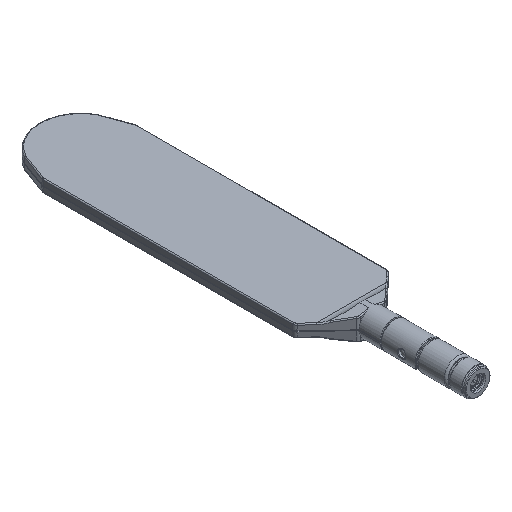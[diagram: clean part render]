
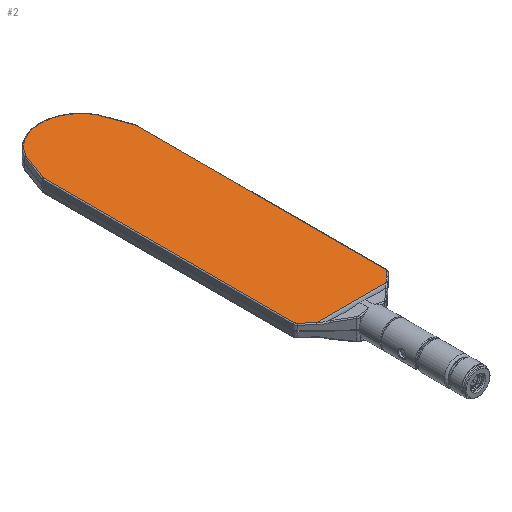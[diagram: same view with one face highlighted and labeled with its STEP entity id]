
A CAD part, isometric view. The second image highlights one B-rep face of the part: STEP entity #2.
In plain terms, the highlighted planar face has unit normal (0, 0, 1).
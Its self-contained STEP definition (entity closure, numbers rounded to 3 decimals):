
#2 = ADVANCED_FACE ( 'NONE', ( #11520 ), #7546, .F. ) ;
#371 = CARTESIAN_POINT ( 'NONE',  ( -17.098, 73.912, 3. ) ) ;
#430 = DIRECTION ( 'NONE',  ( -0.342, 0.94, 0. ) ) ;
#506 = VERTEX_POINT ( 'NONE', #7380 ) ;
#583 = ORIENTED_EDGE ( 'NONE', *, *, #9295, .T. ) ;
#624 = CARTESIAN_POINT ( 'NONE',  ( -21.543, -60.735, 3. ) ) ;
#656 = CARTESIAN_POINT ( 'NONE',  ( 17.131, 73.84, 3. ) ) ;
#674 = CARTESIAN_POINT ( 'NONE',  ( -22.017, -60.062, 3. ) ) ;
#835 = AXIS2_PLACEMENT_3D ( 'NONE', #3775, #5860, #2970 ) ;
#917 = DIRECTION ( 'NONE',  ( 1., 0., 0. ) ) ;
#1238 = CIRCLE ( 'NONE', #835, 19.517 ) ;
#1305 = CARTESIAN_POINT ( 'NONE',  ( -22.017, 60.151, 3. ) ) ;
#1375 = DIRECTION ( 'NONE',  ( 0.73, -0.684, 0. ) ) ;
#1380 = CARTESIAN_POINT ( 'NONE',  ( -16.831, -65.155, 3. ) ) ;
#1477 = ORIENTED_EDGE ( 'NONE', *, *, #7439, .T. ) ;
#1740 =( BOUNDED_CURVE ( )  B_SPLINE_CURVE ( 3, ( #3631, #674, #7561, #624 ),
 .UNSPECIFIED., .F., .T. ) 
 B_SPLINE_CURVE_WITH_KNOTS ( ( 4, 4 ),
 ( 5.875, 6.692 ),
 .UNSPECIFIED. ) 
 CURVE ( )  GEOMETRIC_REPRESENTATION_ITEM ( )  RATIONAL_B_SPLINE_CURVE ( ( 1., 0.945, 0.945, 1. ) ) 
 REPRESENTATION_ITEM ( '' )  );
#1748 = VECTOR ( 'NONE', #917, 1000. ) ;
#1787 = DIRECTION ( 'NONE',  ( 0., -1., 0. ) ) ;
#1854 = EDGE_CURVE ( 'NONE', #6566, #3807, #4851, .T. ) ;
#2075 = VERTEX_POINT ( 'NONE', #8117 ) ;
#2543 = ORIENTED_EDGE ( 'NONE', *, *, #8682, .T. ) ;
#2579 = CARTESIAN_POINT ( 'NONE',  ( 21.927, 60.663, 3. ) ) ;
#2626 = CARTESIAN_POINT ( 'NONE',  ( -22.5, -65.155, 3. ) ) ;
#2777 = VERTEX_POINT ( 'NONE', #9339 ) ;
#2804 = VECTOR ( 'NONE', #4633, 1000. ) ;
#2807 = EDGE_CURVE ( 'NONE', #4551, #9993, #9504, .T. ) ;
#2809 = ORIENTED_EDGE ( 'NONE', *, *, #7460, .T. ) ;
#2953 = LINE ( 'NONE', #11389, #3247 ) ;
#2970 = DIRECTION ( 'NONE',  ( -1., 0., 0. ) ) ;
#3214 = CARTESIAN_POINT ( 'NONE',  ( -17.059, 73.981, 3. ) ) ;
#3232 = EDGE_CURVE ( 'NONE', #11673, #506, #2953, .T. ) ;
#3247 = VECTOR ( 'NONE', #430, 1000. ) ;
#3375 = DIRECTION ( 'NONE',  ( -0.342, -0.94, 0. ) ) ;
#3631 = CARTESIAN_POINT ( 'NONE',  ( -22.017, -59.641, 3. ) ) ;
#3775 = CARTESIAN_POINT ( 'NONE',  ( 0., 64.5, 3. ) ) ;
#3781 = CARTESIAN_POINT ( 'NONE',  ( -22.017, 64.5, 3. ) ) ;
#3807 = VERTEX_POINT ( 'NONE', #12472 ) ;
#3920 = ORIENTED_EDGE ( 'NONE', *, *, #12778, .T. ) ;
#3926 = LINE ( 'NONE', #2626, #1748 ) ;
#4111 = DIRECTION ( 'NONE',  ( 0., 1., 0. ) ) ;
#4259 = CARTESIAN_POINT ( 'NONE',  ( 22.017, -60.062, 3. ) ) ;
#4463 = CARTESIAN_POINT ( 'NONE',  ( 21.927, 60.663, 3. ) ) ;
#4551 = VERTEX_POINT ( 'NONE', #4595 ) ;
#4595 = CARTESIAN_POINT ( 'NONE',  ( -17.158, 73.766, 3. ) ) ;
#4633 = DIRECTION ( 'NONE',  ( 0.73, 0.684, 0. ) ) ;
#4720 = CARTESIAN_POINT ( 'NONE',  ( 22.017, -59.641, 3. ) ) ;
#4846 = VERTEX_POINT ( 'NONE', #8077 ) ;
#4851 = LINE ( 'NONE', #3781, #9831 ) ;
#4870 = ORIENTED_EDGE ( 'NONE', *, *, #12289, .T. ) ;
#4938 = CARTESIAN_POINT ( 'NONE',  ( -21.543, -60.735, 3. ) ) ;
#4992 = EDGE_CURVE ( 'NONE', #9993, #6566, #6500, .T. ) ;
#5070 = VERTEX_POINT ( 'NONE', #1380 ) ;
#5174 = CARTESIAN_POINT ( 'NONE',  ( -21.987, 60.499, 3. ) ) ;
#5248 = CARTESIAN_POINT ( 'NONE',  ( 21.543, -60.735, 3. ) ) ;
#5330 = CARTESIAN_POINT ( 'NONE',  ( -18.129, 71.098, 3. ) ) ;
#5437 = LINE ( 'NONE', #12402, #2804 ) ;
#5612 = DIRECTION ( 'NONE',  ( -1., 0., 0. ) ) ;
#5659 = EDGE_CURVE ( 'NONE', #4846, #9235, #11530, .T. ) ;
#5860 = DIRECTION ( 'NONE',  ( 0., 0., 1. ) ) ;
#6500 =( BOUNDED_CURVE ( )  B_SPLINE_CURVE ( 3, ( #8287, #5174, #12225, #1305 ),
 .UNSPECIFIED., .F., .T. ) 
 B_SPLINE_CURVE_WITH_KNOTS ( ( 4, 4 ),
 ( 6.109, 6.458 ),
 .UNSPECIFIED. ) 
 CURVE ( )  GEOMETRIC_REPRESENTATION_ITEM ( )  RATIONAL_B_SPLINE_CURVE ( ( 1., 0.99, 0.99, 1. ) ) 
 REPRESENTATION_ITEM ( '' )  );
#6526 = ORIENTED_EDGE ( 'NONE', *, *, #2807, .T. ) ;
#6566 = VERTEX_POINT ( 'NONE', #7909 ) ;
#6889 = CARTESIAN_POINT ( 'NONE',  ( -17.059, 73.981, 3. ) ) ;
#7102 = CARTESIAN_POINT ( 'NONE',  ( 17.059, 73.981, 3. ) ) ;
#7329 = CARTESIAN_POINT ( 'NONE',  ( -72.565, -12.902, 3. ) ) ;
#7373 = ORIENTED_EDGE ( 'NONE', *, *, #10666, .T. ) ;
#7380 = CARTESIAN_POINT ( 'NONE',  ( 17.158, 73.766, 3. ) ) ;
#7439 = EDGE_CURVE ( 'NONE', #2075, #4846, #5437, .T. ) ;
#7460 = EDGE_CURVE ( 'NONE', #2777, #11673, #10598, .T. ) ;
#7546 = PLANE ( 'NONE',  #10408 ) ;
#7561 = CARTESIAN_POINT ( 'NONE',  ( -21.85, -60.447, 3. ) ) ;
#7570 = ORIENTED_EDGE ( 'NONE', *, *, #5659, .T. ) ;
#7909 = CARTESIAN_POINT ( 'NONE',  ( -22.017, 60.151, 3. ) ) ;
#8077 = CARTESIAN_POINT ( 'NONE',  ( 21.543, -60.735, 3. ) ) ;
#8117 = CARTESIAN_POINT ( 'NONE',  ( 16.832, -65.155, 3. ) ) ;
#8145 = VERTEX_POINT ( 'NONE', #6889 ) ;
#8287 = CARTESIAN_POINT ( 'NONE',  ( -21.927, 60.663, 3. ) ) ;
#8305 = VERTEX_POINT ( 'NONE', #7102 ) ;
#8542 = VECTOR ( 'NONE', #3375, 1000. ) ;
#8553 = CARTESIAN_POINT ( 'NONE',  ( 22.017, 60.151, 3. ) ) ;
#8639 = LINE ( 'NONE', #11214, #8804 ) ;
#8682 = EDGE_CURVE ( 'NONE', #3807, #11946, #1740, .T. ) ;
#8804 = VECTOR ( 'NONE', #4111, 1000. ) ;
#8877 = ORIENTED_EDGE ( 'NONE', *, *, #9554, .T. ) ;
#9083 = ORIENTED_EDGE ( 'NONE', *, *, #12128, .T. ) ;
#9195 = CARTESIAN_POINT ( 'NONE',  ( 21.85, -60.447, 3. ) ) ;
#9235 = VERTEX_POINT ( 'NONE', #4720 ) ;
#9249 = B_SPLINE_CURVE_WITH_KNOTS ( 'NONE', 3,
 ( #9543, #656, #10573, #9667 ),
 .UNSPECIFIED., .F., .F.,
 ( 4, 4 ),
 ( 0., 0. ),
 .UNSPECIFIED. ) ;
#9295 = EDGE_CURVE ( 'NONE', #5070, #2075, #3926, .T. ) ;
#9339 = CARTESIAN_POINT ( 'NONE',  ( 22.017, 60.151, 3. ) ) ;
#9488 = CARTESIAN_POINT ( 'NONE',  ( 22.017, 60.326, 3. ) ) ;
#9504 = LINE ( 'NONE', #5330, #8542 ) ;
#9543 = CARTESIAN_POINT ( 'NONE',  ( 17.158, 73.766, 3. ) ) ;
#9554 = EDGE_CURVE ( 'NONE', #8145, #4551, #11833, .T. ) ;
#9667 = CARTESIAN_POINT ( 'NONE',  ( 17.059, 73.981, 3. ) ) ;
#9696 = EDGE_LOOP ( 'NONE', ( #2543, #3920, #583, #1477, #7570, #9083, #2809, #12811, #4870, #7373, #8877, #6526, #9980, #11865 ) ) ;
#9831 = VECTOR ( 'NONE', #1787, 1000. ) ;
#9980 = ORIENTED_EDGE ( 'NONE', *, *, #4992, .T. ) ;
#9993 = VERTEX_POINT ( 'NONE', #12846 ) ;
#10073 = LINE ( 'NONE', #7329, #12081 ) ;
#10226 = CARTESIAN_POINT ( 'NONE',  ( -17.131, 73.84, 3. ) ) ;
#10349 = CARTESIAN_POINT ( 'NONE',  ( -17.158, 73.766, 3. ) ) ;
#10408 = AXIS2_PLACEMENT_3D ( 'NONE', #11571, #12694, #5612 ) ;
#10530 = CARTESIAN_POINT ( 'NONE',  ( 21.987, 60.499, 3. ) ) ;
#10573 = CARTESIAN_POINT ( 'NONE',  ( 17.098, 73.912, 3. ) ) ;
#10598 =( BOUNDED_CURVE ( )  B_SPLINE_CURVE ( 3, ( #8553, #9488, #10530, #2579 ),
 .UNSPECIFIED., .F., .T. ) 
 B_SPLINE_CURVE_WITH_KNOTS ( ( 4, 4 ),
 ( 6.109, 6.458 ),
 .UNSPECIFIED. ) 
 CURVE ( )  GEOMETRIC_REPRESENTATION_ITEM ( )  RATIONAL_B_SPLINE_CURVE ( ( 1., 0.99, 0.99, 1. ) ) 
 REPRESENTATION_ITEM ( '' )  );
#10666 = EDGE_CURVE ( 'NONE', #8305, #8145, #1238, .T. ) ;
#11214 = CARTESIAN_POINT ( 'NONE',  ( 22.017, 64.5, 3. ) ) ;
#11389 = CARTESIAN_POINT ( 'NONE',  ( 18.129, 71.098, 3. ) ) ;
#11520 = FACE_OUTER_BOUND ( 'NONE', #9696, .T. ) ;
#11530 =( BOUNDED_CURVE ( )  B_SPLINE_CURVE ( 3, ( #5248, #9195, #4259, #12084 ),
 .UNSPECIFIED., .F., .T. ) 
 B_SPLINE_CURVE_WITH_KNOTS ( ( 4, 4 ),
 ( 5.875, 6.692 ),
 .UNSPECIFIED. ) 
 CURVE ( )  GEOMETRIC_REPRESENTATION_ITEM ( )  RATIONAL_B_SPLINE_CURVE ( ( 1., 0.945, 0.945, 1. ) ) 
 REPRESENTATION_ITEM ( '' )  );
#11571 = CARTESIAN_POINT ( 'NONE',  ( 0., 64.5, 3. ) ) ;
#11673 = VERTEX_POINT ( 'NONE', #4463 ) ;
#11833 = B_SPLINE_CURVE_WITH_KNOTS ( 'NONE', 3,
 ( #3214, #371, #10226, #10349 ),
 .UNSPECIFIED., .F., .F.,
 ( 4, 4 ),
 ( 0., 0. ),
 .UNSPECIFIED. ) ;
#11865 = ORIENTED_EDGE ( 'NONE', *, *, #1854, .T. ) ;
#11946 = VERTEX_POINT ( 'NONE', #4938 ) ;
#12081 = VECTOR ( 'NONE', #1375, 1000. ) ;
#12084 = CARTESIAN_POINT ( 'NONE',  ( 22.017, -59.641, 3. ) ) ;
#12128 = EDGE_CURVE ( 'NONE', #9235, #2777, #8639, .T. ) ;
#12225 = CARTESIAN_POINT ( 'NONE',  ( -22.017, 60.326, 3. ) ) ;
#12289 = EDGE_CURVE ( 'NONE', #506, #8305, #9249, .T. ) ;
#12402 = CARTESIAN_POINT ( 'NONE',  ( 72.565, -12.902, 3. ) ) ;
#12472 = CARTESIAN_POINT ( 'NONE',  ( -22.017, -59.641, 3. ) ) ;
#12694 = DIRECTION ( 'NONE',  ( 0., 0., -1. ) ) ;
#12778 = EDGE_CURVE ( 'NONE', #11946, #5070, #10073, .T. ) ;
#12811 = ORIENTED_EDGE ( 'NONE', *, *, #3232, .T. ) ;
#12846 = CARTESIAN_POINT ( 'NONE',  ( -21.927, 60.663, 3. ) ) ;
